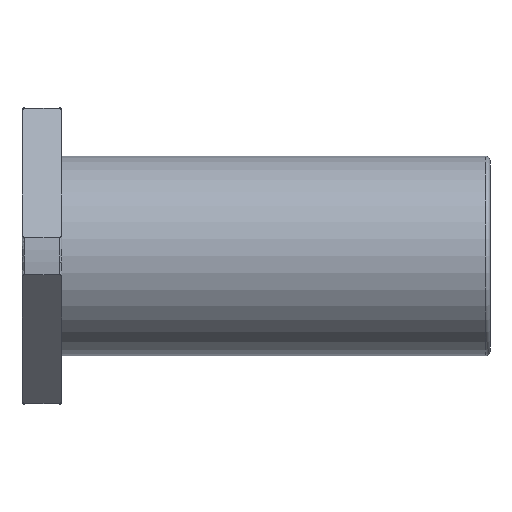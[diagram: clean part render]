
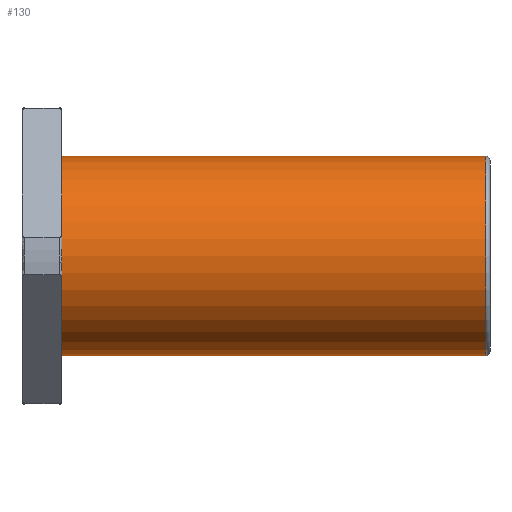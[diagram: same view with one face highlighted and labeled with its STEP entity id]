
A CAD part, front view. The second image highlights one B-rep face of the part: STEP entity #130.
In plain terms, the highlighted cylindrical face has radius 45 mm (diameter 90 mm), a full revolution.
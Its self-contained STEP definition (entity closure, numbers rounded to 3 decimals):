
#130 = ADVANCED_FACE( '', ( #281, #282 ), #283, .T. );
#281 = FACE_OUTER_BOUND( '', #424, .T. );
#282 = FACE_OUTER_BOUND( '', #425, .T. );
#283 = CYLINDRICAL_SURFACE( '', #426, 45. );
#424 = EDGE_LOOP( '', ( #709 ) );
#425 = EDGE_LOOP( '', ( #710 ) );
#426 = AXIS2_PLACEMENT_3D( '', #711, #712, #713 );
#709 = ORIENTED_EDGE( '', *, *, #814, .T. );
#710 = ORIENTED_EDGE( '', *, *, #801, .F. );
#711 = CARTESIAN_POINT( '', ( 211., 0., 0. ) );
#712 = DIRECTION( '', ( -1., 0., 0. ) );
#713 = DIRECTION( '', ( 0., 0., -1. ) );
#801 = EDGE_CURVE( '', #956, #956, #957, .T. );
#814 = EDGE_CURVE( '', #974, #974, #975, .T. );
#956 = VERTEX_POINT( '', #1308 );
#957 = CIRCLE( '', #1309, 45. );
#974 = VERTEX_POINT( '', #1328 );
#975 = CIRCLE( '', #1329, 45. );
#1308 = CARTESIAN_POINT( '', ( 209.125, 0., -45. ) );
#1309 = AXIS2_PLACEMENT_3D( '', #1447, #1448, #1449 );
#1328 = CARTESIAN_POINT( '', ( 18., 0., -45. ) );
#1329 = AXIS2_PLACEMENT_3D( '', #1464, #1465, #1466 );
#1447 = CARTESIAN_POINT( '', ( 209.125, 0., 0. ) );
#1448 = DIRECTION( '', ( 1., 0., 0. ) );
#1449 = DIRECTION( '', ( 0., 0., -1. ) );
#1464 = CARTESIAN_POINT( '', ( 18., 0., 0. ) );
#1465 = DIRECTION( '', ( 1., 0., 0. ) );
#1466 = DIRECTION( '', ( 0., 0., -1. ) );
